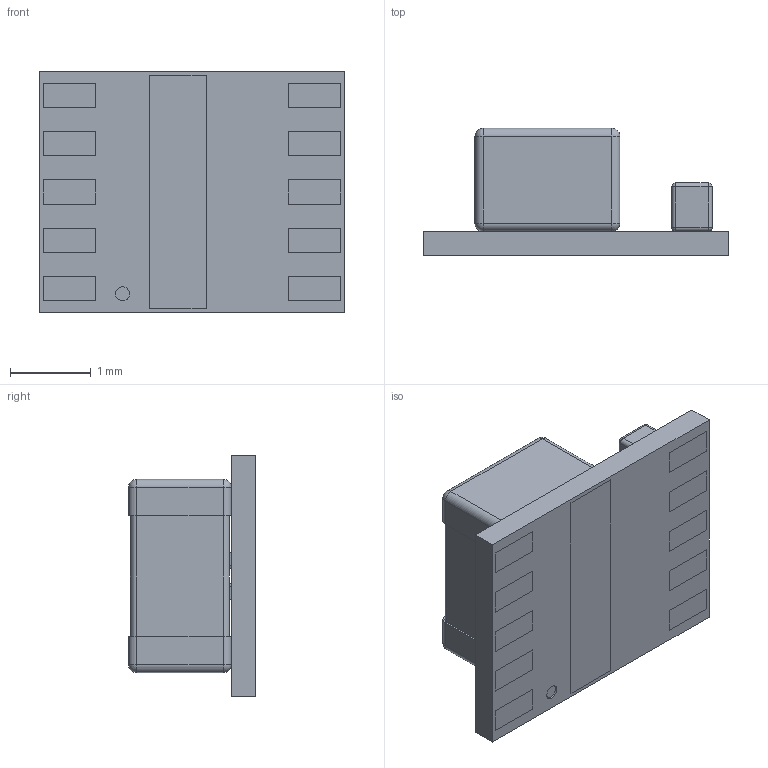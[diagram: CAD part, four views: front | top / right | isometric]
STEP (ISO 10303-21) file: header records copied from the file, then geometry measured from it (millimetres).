
FILE_DESCRIPTION (( 'STEP AP214' ), '1' );
FILE_NAME ('SIL10.STEP', '2020-08-06T07:04:42', ( '' ), ( '' ), 'SwSTEP 2.0', 'SolidWorks 2017', '' );
FILE_SCHEMA (( 'AUTOMOTIVE_DESIGN' ));
Length unit declared in the file: millimetre
Products named in the file (1): SIL10
Bounding box: 3.8 x 1.58 x 3 mm (x, y, z)
Volume: 9.2 mm3; surface area: 72.2 mm2
Topology: 23 solids, 23 shells, 279 faces, 612 edges, 368 vertices
Faces by surface type: plane 187, cylinder 68, sphere 24
Entity records: 9455 total; most frequent: DIRECTION 1284, CARTESIAN_POINT 1236, ORIENTED_EDGE 1176, EDGE_CURVE 588, LINE 452, VECTOR 452, AXIS2_PLACEMENT_3D 416, VERTEX_POINT 368
